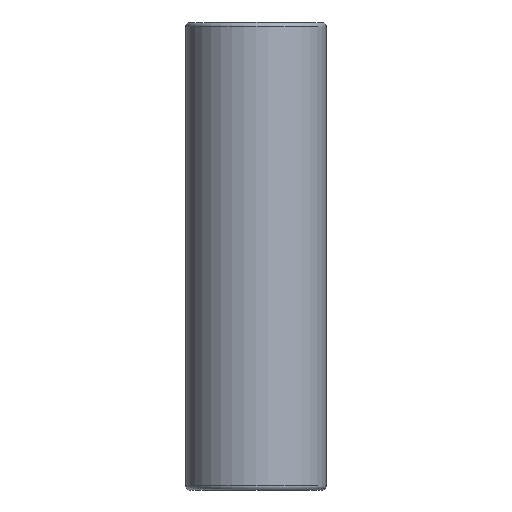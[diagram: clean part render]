
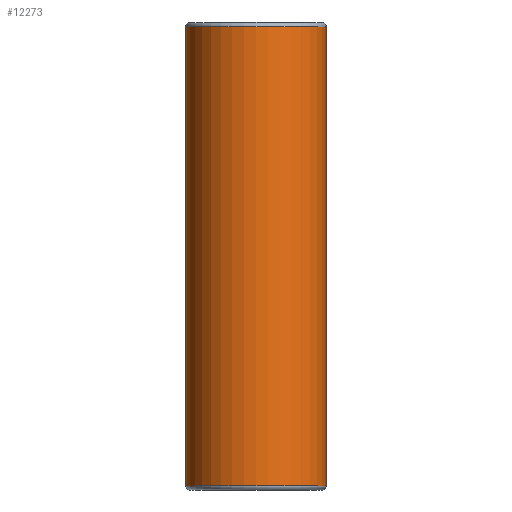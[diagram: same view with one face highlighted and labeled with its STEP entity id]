
A CAD part, front view. The second image highlights one B-rep face of the part: STEP entity #12273.
In plain terms, the highlighted cylindrical face has radius 10.5 mm (diameter 21 mm), a partial arc.
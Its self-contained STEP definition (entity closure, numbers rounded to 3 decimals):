
#211 = CARTESIAN_POINT ( 'NONE',  ( 0., 0., -70.1 ) ) ;
#336 = LINE ( 'NONE', #1996, #16229 ) ;
#514 = EDGE_CURVE ( 'NONE', #5754, #6146, #11025, .T. ) ;
#811 = AXIS2_PLACEMENT_3D ( 'NONE', #211, #12591, #1814 ) ;
#1814 = DIRECTION ( 'NONE',  ( -1., 0., 0. ) ) ;
#1996 = CARTESIAN_POINT ( 'NONE',  ( -10.5, 0., -70.1 ) ) ;
#2021 = DIRECTION ( 'NONE',  ( 0., 0., -1. ) ) ;
#2376 = CARTESIAN_POINT ( 'NONE',  ( 10.5, 0., 69.424 ) ) ;
#2541 = EDGE_LOOP ( 'NONE', ( #11530, #6064, #5849, #8863 ) ) ;
#2542 = CARTESIAN_POINT ( 'NONE',  ( 0., 0., 0.6 ) ) ;
#2823 = CARTESIAN_POINT ( 'NONE',  ( 10.5, 0., 0.6 ) ) ;
#3006 = CARTESIAN_POINT ( 'NONE',  ( -10.5, 0., 0.6 ) ) ;
#3548 = CARTESIAN_POINT ( 'NONE',  ( 10.5, 0., -70.1 ) ) ;
#4157 = FACE_OUTER_BOUND ( 'NONE', #2541, .T. ) ;
#5754 = VERTEX_POINT ( 'NONE', #2823 ) ;
#5849 = ORIENTED_EDGE ( 'NONE', *, *, #16273, .T. ) ;
#6064 = ORIENTED_EDGE ( 'NONE', *, *, #15127, .T. ) ;
#6146 = VERTEX_POINT ( 'NONE', #3006 ) ;
#6204 = CARTESIAN_POINT ( 'NONE',  ( 0., 0., 69.424 ) ) ;
#6910 = VERTEX_POINT ( 'NONE', #2376 ) ;
#7359 = VECTOR ( 'NONE', #12765, 1000. ) ;
#7737 = DIRECTION ( 'NONE',  ( -1., 0., 0. ) ) ;
#8232 = DIRECTION ( 'NONE',  ( 0., 0., -1. ) ) ;
#8863 = ORIENTED_EDGE ( 'NONE', *, *, #514, .F. ) ;
#11025 = CIRCLE ( 'NONE', #17595, 10.5 ) ;
#11041 = DIRECTION ( 'NONE',  ( -1., 0., 0. ) ) ;
#11530 = ORIENTED_EDGE ( 'NONE', *, *, #18429, .F. ) ;
#12273 = ADVANCED_FACE ( 'NONE', ( #4157 ), #15514, .T. ) ;
#12591 = DIRECTION ( 'NONE',  ( 0., 0., -1. ) ) ;
#12765 = DIRECTION ( 'NONE',  ( 0., 0., -1. ) ) ;
#15127 = EDGE_CURVE ( 'NONE', #6910, #17752, #15322, .T. ) ;
#15182 = CARTESIAN_POINT ( 'NONE',  ( -10.5, 0., 69.424 ) ) ;
#15322 = CIRCLE ( 'NONE', #18360, 10.5 ) ;
#15514 = CYLINDRICAL_SURFACE ( 'NONE', #811, 10.5 ) ;
#16229 = VECTOR ( 'NONE', #8232, 1000. ) ;
#16273 = EDGE_CURVE ( 'NONE', #17752, #6146, #336, .T. ) ;
#17011 = DIRECTION ( 'NONE',  ( 0., 0., -1. ) ) ;
#17595 = AXIS2_PLACEMENT_3D ( 'NONE', #2542, #2021, #11041 ) ;
#17752 = VERTEX_POINT ( 'NONE', #15182 ) ;
#18360 = AXIS2_PLACEMENT_3D ( 'NONE', #6204, #17011, #7737 ) ;
#18429 = EDGE_CURVE ( 'NONE', #6910, #5754, #19676, .T. ) ;
#19676 = LINE ( 'NONE', #3548, #7359 ) ;
